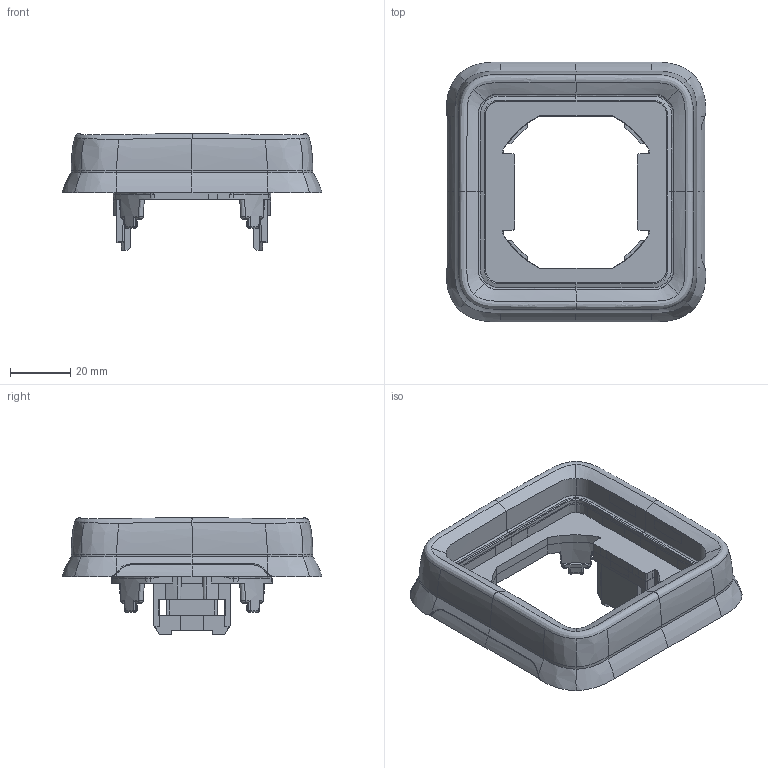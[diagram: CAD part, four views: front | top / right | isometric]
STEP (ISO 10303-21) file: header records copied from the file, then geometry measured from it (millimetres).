
FILE_DESCRIPTION(('CATIA V5 STEP Exchange','CAx-IF Rec.Pracs.--- Model Styling and Organization---1.5--- 2016-08-15','CAx-IF Rec.Pracs.---Supplemental Geometry---1.0---2011-11-01','CAx-IF Rec.Pracs.--- Composite Materials ---1.1---2010-07-15'),'2;1');
FILE_NAME('069681-ASS-1_AllCATPart.stp','2021-10-26T12:38:12+00:00',('none'),('none'),'CATIA Version 5-6 Release 2020 SP3','CATIA V5 STEP AP214 v2','none');
FILE_SCHEMA(('AUTOMOTIVE_DESIGN { 1 0 10303 214 1 1 1 1 }'));
Products named in the file (1): 069681-ASS-1_AllCATPart
Bounding box: 85.97 x 86 x 38.55 mm (x, y, z)
Surface area: 23936.1 mm2 (no closed solid volume)
Topology: 0 solids, 3 shells, 617 faces, 1875 edges, 1224 vertices
Faces by surface type: bspline 289, plane 208, cylinder 52, cone 24, torus 20, sphere 16, extrusion 8
Entity records: 56109 total; most frequent: CARTESIAN_POINT 43101, ORIENTED_EDGE 3428, EDGE_CURVE 1855, DIRECTION 1248, VERTEX_POINT 1224, B_SPLINE_CURVE_WITH_KNOTS 1103, EDGE_LOOP 623, ADVANCED_FACE 617
